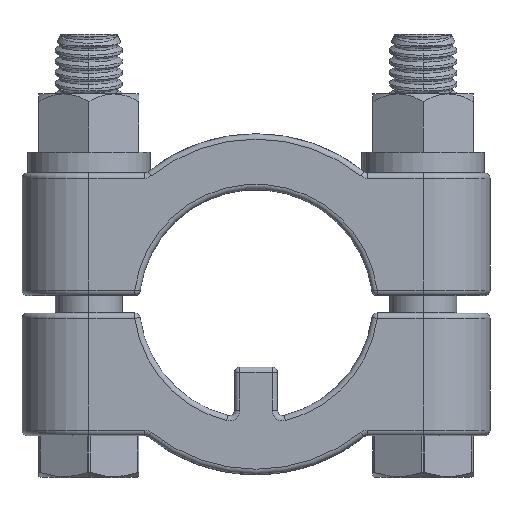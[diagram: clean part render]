
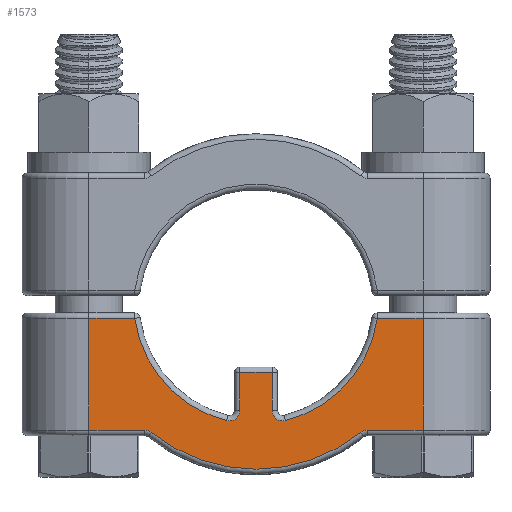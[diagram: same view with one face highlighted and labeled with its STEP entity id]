
A CAD part, top view. The second image highlights one B-rep face of the part: STEP entity #1573.
In plain terms, the highlighted planar face has unit normal (0, 0, 1).
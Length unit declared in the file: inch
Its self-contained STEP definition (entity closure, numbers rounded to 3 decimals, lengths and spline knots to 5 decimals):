
#438=CARTESIAN_POINT('',(-0.58631,-0.73314,0.375));
#439=VERTEX_POINT('',#438);
#447=CARTESIAN_POINT('',(-0.62378,-0.72,0.375));
#448=VERTEX_POINT('',#447);
#449=CARTESIAN_POINT('',(-0.62378,-0.78,0.375));
#450=DIRECTION('',(0.0,0.0,1.0));
#451=DIRECTION('',(0.331,0.944,0.0));
#452=AXIS2_PLACEMENT_3D('',#449,#450,#451);
#453=CIRCLE('',#452,0.06);
#454=EDGE_CURVE('',#439,#448,#453,.T.);
#480=CARTESIAN_POINT('',(0.58631,-0.73314,0.375));
#481=VERTEX_POINT('',#480);
#489=CARTESIAN_POINT('',(0.0,0.0,0.375));
#490=DIRECTION('',(0.0,0.0,-1.0));
#491=DIRECTION('',(0.0,-1.0,0.0));
#492=AXIS2_PLACEMENT_3D('',#489,#490,#491);
#493=CIRCLE('',#492,0.93875);
#494=EDGE_CURVE('',#481,#439,#493,.T.);
#512=CARTESIAN_POINT('',(-0.9375,-0.72,0.375));
#513=VERTEX_POINT('',#512);
#523=CARTESIAN_POINT('',(-0.62378,-0.72,0.375));
#524=DIRECTION('',(-1.0,0.0,0.0));
#525=VECTOR('',#524,0.31372);
#526=LINE('',#523,#525);
#527=EDGE_CURVE('',#448,#513,#526,.T.);
#537=CARTESIAN_POINT('',(0.62378,-0.72,0.375));
#538=VERTEX_POINT('',#537);
#546=CARTESIAN_POINT('',(0.62378,-0.78,0.375));
#547=DIRECTION('',(0.0,0.0,1.0));
#548=DIRECTION('',(-0.331,0.944,0.0));
#549=AXIS2_PLACEMENT_3D('',#546,#547,#548);
#550=CIRCLE('',#549,0.06);
#551=EDGE_CURVE('',#538,#481,#550,.T.);
#595=CARTESIAN_POINT('',(0.9375,-0.72,0.375));
#596=VERTEX_POINT('',#595);
#604=CARTESIAN_POINT('',(0.9375,-0.72,0.375));
#605=DIRECTION('',(-1.0,0.0,0.0));
#606=VECTOR('',#605,0.31372);
#607=LINE('',#604,#606);
#608=EDGE_CURVE('',#596,#538,#607,.T.);
#841=CARTESIAN_POINT('',(-0.9375,-0.0925,0.375));
#842=VERTEX_POINT('',#841);
#843=CARTESIAN_POINT('',(-0.9375,-0.72,0.375));
#844=DIRECTION('',(0.0,1.0,0.0));
#845=VECTOR('',#844,0.6275);
#846=LINE('',#843,#845);
#847=EDGE_CURVE('',#513,#842,#846,.T.);
#949=CARTESIAN_POINT('',(0.16437,-0.66627,0.375));
#950=VERTEX_POINT('',#949);
#958=CARTESIAN_POINT('',(0.67999,-0.0925,0.375));
#959=VERTEX_POINT('',#958);
#960=CARTESIAN_POINT('',(0.0,0.0,0.375));
#961=DIRECTION('',(0.0,0.0,1.));
#962=DIRECTION('',(0.744,-0.668,0.0));
#963=AXIS2_PLACEMENT_3D('',#960,#961,#962);
#964=CIRCLE('',#963,0.68625);
#965=EDGE_CURVE('',#950,#959,#964,.T.);
#993=CARTESIAN_POINT('',(0.09,-0.60802,0.375));
#994=VERTEX_POINT('',#993);
#1002=CARTESIAN_POINT('',(0.15,-0.60802,0.375));
#1003=DIRECTION('',(0.0,0.0,1.0));
#1004=DIRECTION('',(-0.617,-0.787,0.0));
#1005=AXIS2_PLACEMENT_3D('',#1002,#1003,#1004);
#1006=CIRCLE('',#1005,0.06);
#1007=EDGE_CURVE('',#994,#950,#1006,.T.);
#1027=CARTESIAN_POINT('',(0.09,-0.396,0.375));
#1028=VERTEX_POINT('',#1027);
#1036=CARTESIAN_POINT('',(0.09,-0.396,0.375));
#1037=DIRECTION('',(0.0,-1.0,0.0));
#1038=VECTOR('',#1037,0.21202);
#1039=LINE('',#1036,#1038);
#1040=EDGE_CURVE('',#1028,#994,#1039,.T.);
#1064=CARTESIAN_POINT('',(0.9375,-0.0925,0.375));
#1065=VERTEX_POINT('',#1064);
#1066=CARTESIAN_POINT('',(0.67999,-0.0925,0.375));
#1067=DIRECTION('',(1.0,0.0,0.0));
#1068=VECTOR('',#1067,0.25751);
#1069=LINE('',#1066,#1068);
#1070=EDGE_CURVE('',#959,#1065,#1069,.T.);
#1312=CARTESIAN_POINT('',(-0.67999,-0.0925,0.375));
#1313=VERTEX_POINT('',#1312);
#1323=CARTESIAN_POINT('',(-0.9375,-0.0925,0.375));
#1324=DIRECTION('',(1.0,0.0,0.0));
#1325=VECTOR('',#1324,0.25751);
#1326=LINE('',#1323,#1325);
#1327=EDGE_CURVE('',#842,#1313,#1326,.T.);
#1380=CARTESIAN_POINT('',(-0.16437,-0.66627,0.375));
#1381=VERTEX_POINT('',#1380);
#1382=CARTESIAN_POINT('',(0.0,0.0,0.375));
#1383=DIRECTION('',(0.0,0.0,1.0));
#1384=DIRECTION('',(-0.744,-0.668,0.0));
#1385=AXIS2_PLACEMENT_3D('',#1382,#1383,#1384);
#1386=CIRCLE('',#1385,0.68625);
#1387=EDGE_CURVE('',#1313,#1381,#1386,.T.);
#1413=CARTESIAN_POINT('',(-0.09,-0.396,0.375));
#1414=VERTEX_POINT('',#1413);
#1430=CARTESIAN_POINT('',(-0.09,-0.60802,0.375));
#1431=VERTEX_POINT('',#1430);
#1439=CARTESIAN_POINT('',(-0.09,-0.60802,0.375));
#1440=DIRECTION('',(0.0,1.0,0.0));
#1441=VECTOR('',#1440,0.21202);
#1442=LINE('',#1439,#1441);
#1443=EDGE_CURVE('',#1431,#1414,#1442,.T.);
#1462=CARTESIAN_POINT('',(-0.15,-0.60802,0.375));
#1463=DIRECTION('',(0.0,0.0,1.0));
#1464=DIRECTION('',(0.617,-0.787,0.0));
#1465=AXIS2_PLACEMENT_3D('',#1462,#1463,#1464);
#1466=CIRCLE('',#1465,0.06);
#1467=EDGE_CURVE('',#1381,#1431,#1466,.T.);
#1540=CARTESIAN_POINT('',(0.0,-0.4953,0.375));
#1541=DIRECTION('',(0.0,0.0,1.0));
#1542=DIRECTION('',(1.0,0.0,0.0));
#1543=AXIS2_PLACEMENT_3D('',#1540,#1541,#1542);
#1544=PLANE('',#1543);
#1545=ORIENTED_EDGE('',*,*,#608,.F.);
#1546=CARTESIAN_POINT('',(0.9375,-0.0925,0.375));
#1547=DIRECTION('',(0.0,-1.0,0.0));
#1548=VECTOR('',#1547,0.6275);
#1549=LINE('',#1546,#1548);
#1550=EDGE_CURVE('',#1065,#596,#1549,.T.);
#1551=ORIENTED_EDGE('',*,*,#1550,.F.);
#1552=ORIENTED_EDGE('',*,*,#1070,.F.);
#1553=ORIENTED_EDGE('',*,*,#965,.F.);
#1554=ORIENTED_EDGE('',*,*,#1007,.F.);
#1555=ORIENTED_EDGE('',*,*,#1040,.F.);
#1556=CARTESIAN_POINT('',(-0.09,-0.396,0.375));
#1557=DIRECTION('',(1.0,0.0,0.0));
#1558=VECTOR('',#1557,0.18);
#1559=LINE('',#1556,#1558);
#1560=EDGE_CURVE('',#1414,#1028,#1559,.T.);
#1561=ORIENTED_EDGE('',*,*,#1560,.F.);
#1562=ORIENTED_EDGE('',*,*,#1443,.F.);
#1563=ORIENTED_EDGE('',*,*,#1467,.F.);
#1564=ORIENTED_EDGE('',*,*,#1387,.F.);
#1565=ORIENTED_EDGE('',*,*,#1327,.F.);
#1566=ORIENTED_EDGE('',*,*,#847,.F.);
#1567=ORIENTED_EDGE('',*,*,#527,.F.);
#1568=ORIENTED_EDGE('',*,*,#454,.F.);
#1569=ORIENTED_EDGE('',*,*,#494,.F.);
#1570=ORIENTED_EDGE('',*,*,#551,.F.);
#1571=EDGE_LOOP('',(#1545,#1551,#1552,#1553,#1554,#1555,#1561,#1562,#1563,#1564,#1565,#1566,#1567,#1568,#1569,#1570));
#1572=FACE_OUTER_BOUND('',#1571,.T.);
#1573=ADVANCED_FACE('',(#1572),#1544,.T.);
